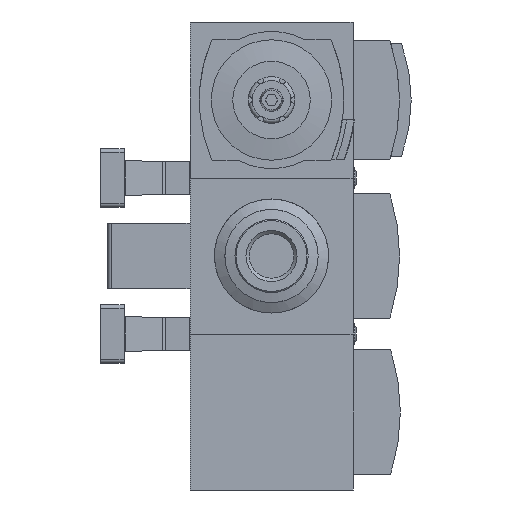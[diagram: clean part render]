
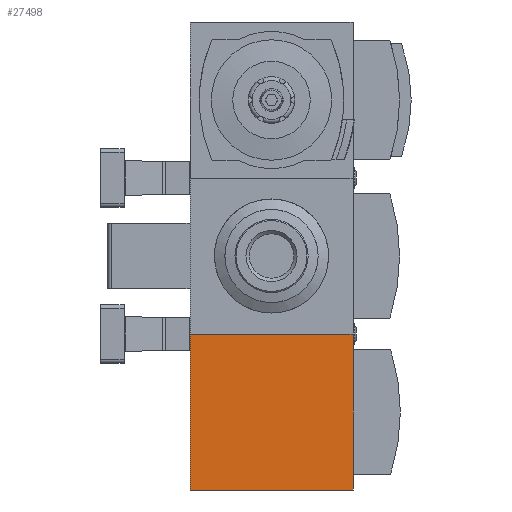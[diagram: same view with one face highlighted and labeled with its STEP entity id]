
A CAD part, front view. The second image highlights one B-rep face of the part: STEP entity #27498.
In plain terms, the highlighted planar face has unit normal (0, -1, 0).
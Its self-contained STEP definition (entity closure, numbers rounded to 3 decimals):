
#893=PLANE('',#29308);
#2655=LINE('',#40366,#4823);
#2761=LINE('',#40588,#4929);
#2776=LINE('',#40626,#4944);
#2817=LINE('',#40734,#4985);
#4823=VECTOR('',#33930,1000.);
#4929=VECTOR('',#34102,1000.);
#4944=VECTOR('',#34131,1000.);
#4985=VECTOR('',#34214,1000.);
#10610=ORIENTED_EDGE('',*,*,#13636,.F.);
#10611=ORIENTED_EDGE('',*,*,#13750,.F.);
#10612=ORIENTED_EDGE('',*,*,#13824,.F.);
#10613=ORIENTED_EDGE('',*,*,#13770,.F.);
#13636=EDGE_CURVE('',#15859,#15860,#2655,.T.);
#13750=EDGE_CURVE('',#15942,#15859,#2761,.T.);
#13770=EDGE_CURVE('',#15860,#15959,#2776,.T.);
#13824=EDGE_CURVE('',#15959,#15942,#2817,.T.);
#15859=VERTEX_POINT('',#40365);
#15860=VERTEX_POINT('',#40367);
#15942=VERTEX_POINT('',#40587);
#15959=VERTEX_POINT('',#40627);
#18019=EDGE_LOOP('',(#10610,#10611,#10612,#10613));
#19295=FACE_BOUND('',#18019,.T.);
#27498=ADVANCED_FACE('',(#19295),#893,.F.);
#29308=AXIS2_PLACEMENT_3D('',#41316,#34711,#34712);
#33930=DIRECTION('',(0.,0.,1.));
#34102=DIRECTION('',(-1.,0.,0.));
#34131=DIRECTION('',(1.,0.,0.));
#34214=DIRECTION('',(0.,0.,-1.));
#34711=DIRECTION('',(0.,1.,0.));
#34712=DIRECTION('',(0.,0.,1.));
#40365=CARTESIAN_POINT('',(-21.,-31.5,-20.1));
#40366=CARTESIAN_POINT('',(-21.,-31.5,-20.1));
#40367=CARTESIAN_POINT('',(-21.,-31.5,20.1));
#40587=CARTESIAN_POINT('',(21.,-31.5,-20.1));
#40588=CARTESIAN_POINT('',(21.,-31.5,-20.1));
#40626=CARTESIAN_POINT('',(-21.,-31.5,20.1));
#40627=CARTESIAN_POINT('',(21.,-31.5,20.1));
#40734=CARTESIAN_POINT('',(21.,-31.5,20.1));
#41316=CARTESIAN_POINT('',(0.,-31.5,0.));
